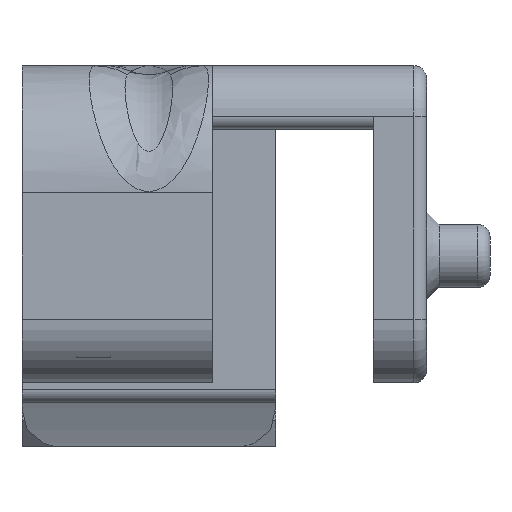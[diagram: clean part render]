
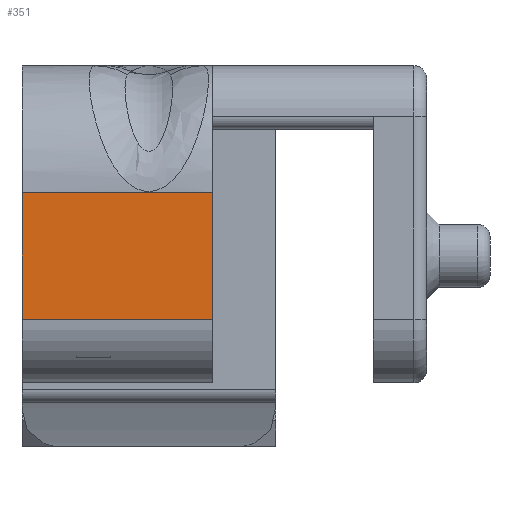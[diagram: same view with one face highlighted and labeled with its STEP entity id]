
A CAD part, left-side view. The second image highlights one B-rep face of the part: STEP entity #351.
In plain terms, the highlighted planar face has unit normal (-1, 0, 0).
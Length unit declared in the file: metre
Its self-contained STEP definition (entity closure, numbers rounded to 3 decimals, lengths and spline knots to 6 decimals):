
#351 = ADVANCED_FACE( '', ( #826 ), #827, .T. );
#826 = FACE_OUTER_BOUND( '', #1511, .T. );
#827 = PLANE( '', #1512 );
#1511 = EDGE_LOOP( '', ( #2745, #2746, #2747, #2748 ) );
#1512 = AXIS2_PLACEMENT_3D( '', #2749, #2750, #2751 );
#2745 = ORIENTED_EDGE( '', *, *, #3946, .T. );
#2746 = ORIENTED_EDGE( '', *, *, #3968, .T. );
#2747 = ORIENTED_EDGE( '', *, *, #4161, .F. );
#2748 = ORIENTED_EDGE( '', *, *, #4258, .F. );
#2749 = CARTESIAN_POINT( '', ( 0.129537, -0.490814, 0.23 ) );
#2750 = DIRECTION( '', ( -1., 0., 0. ) );
#2751 = DIRECTION( '', ( 0., 0., 1. ) );
#3946 = EDGE_CURVE( '', #4705, #4703, #4706, .T. );
#3968 = EDGE_CURVE( '', #4703, #4743, #4745, .T. );
#4161 = EDGE_CURVE( '', #5068, #4743, #5070, .T. );
#4258 = EDGE_CURVE( '', #4705, #5068, #5219, .T. );
#4703 = VERTEX_POINT( '', #5851 );
#4705 = VERTEX_POINT( '', #5853 );
#4706 = LINE( '', #5854, #5855 );
#4743 = VERTEX_POINT( '', #5923 );
#4745 = LINE( '', #5925, #5926 );
#5068 = VERTEX_POINT( '', #6481 );
#5070 = LINE( '', #6483, #6484 );
#5219 = LINE( '', #6850, #6851 );
#5851 = CARTESIAN_POINT( '', ( 0.129537, -0.485814, 0.24 ) );
#5853 = CARTESIAN_POINT( '', ( 0.129537, -0.485814, 0.23 ) );
#5854 = CARTESIAN_POINT( '', ( 0.129537, -0.485814, 0.23375 ) );
#5855 = VECTOR( '', #7872, 1. );
#5923 = CARTESIAN_POINT( '', ( 0.129537, -0.470814, 0.24 ) );
#5925 = CARTESIAN_POINT( '', ( 0.129537, -0.490814, 0.24 ) );
#5926 = VECTOR( '', #7905, 1. );
#6481 = CARTESIAN_POINT( '', ( 0.129537, -0.470814, 0.23 ) );
#6483 = CARTESIAN_POINT( '', ( 0.129537, -0.470814, 0.23 ) );
#6484 = VECTOR( '', #8142, 1. );
#6850 = CARTESIAN_POINT( '', ( 0.129537, -0.490814, 0.23 ) );
#6851 = VECTOR( '', #8260, 1. );
#7872 = DIRECTION( '', ( 0., 0., 1. ) );
#7905 = DIRECTION( '', ( 0., 1., 0. ) );
#8142 = DIRECTION( '', ( 0., 0., 1. ) );
#8260 = DIRECTION( '', ( 0., 1., 0. ) );
